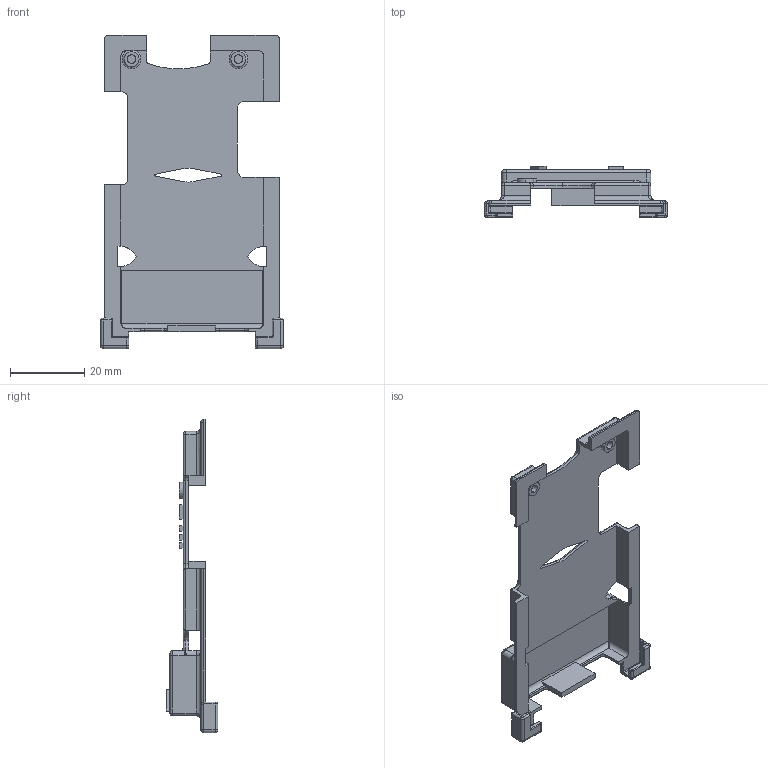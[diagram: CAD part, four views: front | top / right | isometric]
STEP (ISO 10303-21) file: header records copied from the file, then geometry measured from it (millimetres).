
FILE_DESCRIPTION (( 'STEP AP214' ), '1' );
FILE_NAME ('Joel Enclosure Top.STEP', '2018-05-30T15:33:25', ( '' ), ( '' ), 'SwSTEP 2.0', 'SolidWorks 2018', '' );
FILE_SCHEMA (( 'AUTOMOTIVE_DESIGN' ));
Length unit declared in the file: inch
Products named in the file (1): Joel Enclosure Top
Bounding box: 49.3 x 13.97 x 84.51 mm (x, y, z)
Volume: 6406.2 mm3; surface area: 9323.2 mm2
Topology: 1 solids, 1 shells, 365 faces, 919 edges, 531 vertices
Faces by surface type: cylinder 155, plane 120, torus 49, bspline 31, sphere 10
Entity records: 11597 total; most frequent: CARTESIAN_POINT 3166, ORIENTED_EDGE 1778, DIRECTION 1773, EDGE_CURVE 889, AXIS2_PLACEMENT_3D 651, VERTEX_POINT 531, LINE 471, VECTOR 471
